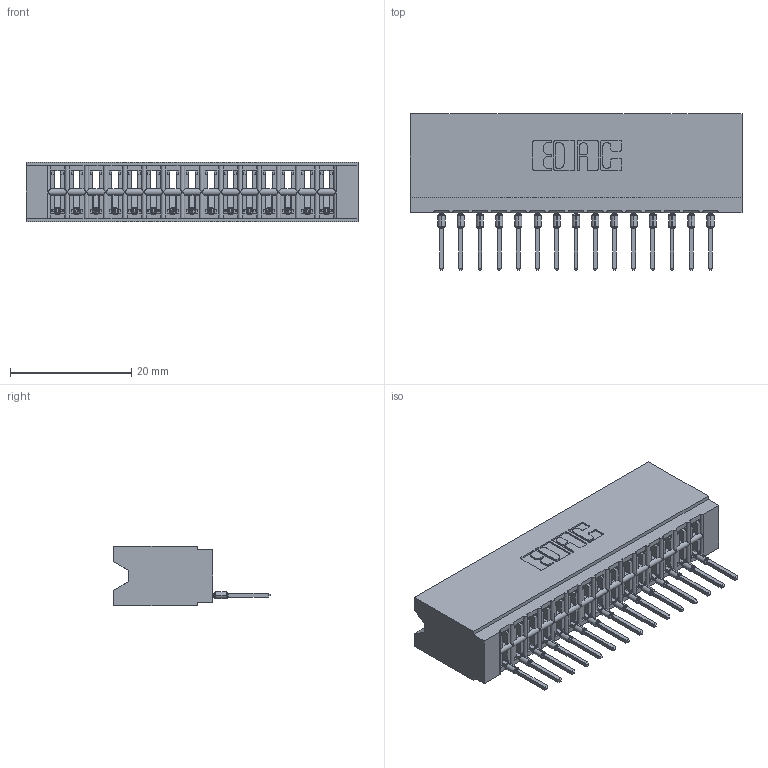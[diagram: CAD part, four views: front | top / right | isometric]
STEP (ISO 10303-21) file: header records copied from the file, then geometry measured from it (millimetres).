
FILE_DESCRIPTION (( 'STEP AP203' ), '1' );
FILE_NAME ('746-015-527-506.STEP', '2026-02-27T17:46:56', ( '' ), ( '' ), 'SwSTEP 2.0', 'SolidWorks 2023', '' );
FILE_SCHEMA (( 'CONFIG_CONTROL_DESIGN' ));
Length unit declared in the file: millimetre
Products named in the file (3): 746-292-001_527; 746-015-527-506; 746 Part_.340 Slot Depth - 06
Assembly tree (16 placements, depth 2):
  746-015-527-506
    746 Part_.340 Slot Depth - 06
    746-292-001_527  x15
Bounding box: 54.86 x 25.9 x 9.91 mm (x, y, z)
Volume: 6315.9 mm3; surface area: 8202.7 mm2
Topology: 16 solids, 16 shells, 1718 faces, 4870 edges, 3130 vertices
Faces by surface type: plane 1001, cylinder 327, bspline 300, torus 90
Entity records: 26495 total; most frequent: CARTESIAN_POINT 5583, ORIENTED_EDGE 4560, DIRECTION 3824, EDGE_CURVE 2280, VECTOR 1946, LINE 1946, VERTEX_POINT 1506, AXIS2_PLACEMENT_3D 939
